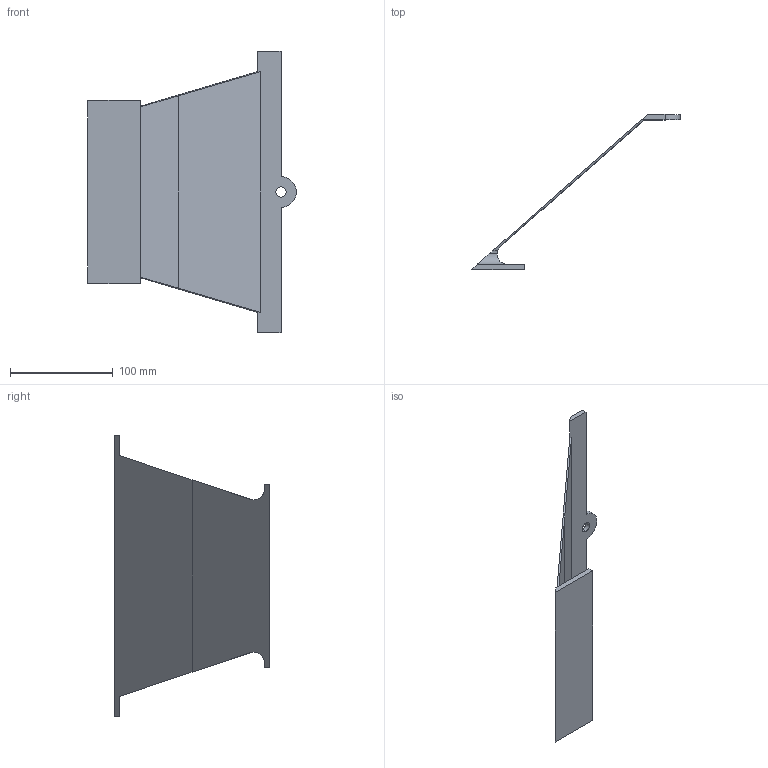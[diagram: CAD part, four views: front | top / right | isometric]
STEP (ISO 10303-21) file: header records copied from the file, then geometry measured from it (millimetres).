
FILE_DESCRIPTION (( 'STEP AP214' ), '1' );
FILE_NAME ('test1.STEP', '2025-11-13T20:08:49', ( '' ), ( '' ), 'SwSTEP 2.0', 'SolidWorks 2025', '' );
FILE_SCHEMA (( 'AUTOMOTIVE_DESIGN' ));
Length unit declared in the file: millimetre
Products named in the file (1): test1
Bounding box: 203.68 x 151.05 x 274.95 mm (x, y, z)
Volume: 160652.9 mm3; surface area: 112410.1 mm2
Topology: 2 solids, 2 shells, 30 faces, 78 edges, 52 vertices
Faces by surface type: plane 21, cylinder 9
Entity records: 944 total; most frequent: CARTESIAN_POINT 191, ORIENTED_EDGE 156, DIRECTION 136, EDGE_CURVE 78, LINE 62, VECTOR 62, VERTEX_POINT 52, AXIS2_PLACEMENT_3D 37
